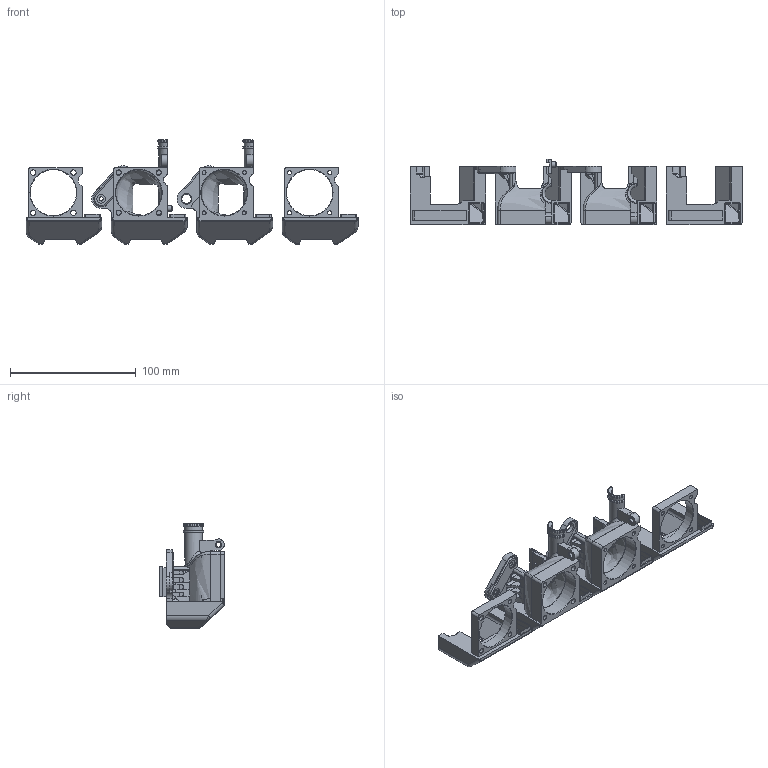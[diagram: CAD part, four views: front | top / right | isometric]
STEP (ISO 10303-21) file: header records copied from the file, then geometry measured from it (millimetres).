
FILE_DESCRIPTION(/* description */ (''),/* implementation_level */ '2;1');
FILE_NAME(/* name */ 'RS_Cooler_Remix.step',/* time_stamp */ '2020-03-31T13:31:07-04:00',/* author */ (''),/* organization */ (''),/* preprocessor_version */ 'ST-DEVELOPER v18',/* originating_system */ 'Autodesk Translation Framework v8.12.0.6',/* authorisation */ '');
FILE_SCHEMA (('AUTOMOTIVE_DESIGN { 1 0 10303 214 3 1 1 }'));
Products named in the file (1): RS_Cooler_Remix
Bounding box: 264.27 x 51.95 x 83.03 mm (x, y, z)
Volume: 104766.6 mm3; surface area: 95720.8 mm2
Topology: 8 solids, 8 shells, 1071 faces, 2985 edges, 1905 vertices
Faces by surface type: plane 471, cylinder 353, bspline 120, torus 62, cone 41, sphere 24
Full cylindrical faces by diameter (mm): 2.4 x2, 3.2 x8, 3.3 x2, 4 x2, 4.2 x8, 4.399 x1, 4.4 x2, 6.8 x4, 36.8 x4
Entity records: 47303 total; most frequent: CARTESIAN_POINT 20218, ORIENTED_EDGE 5914, DIRECTION 5422, EDGE_CURVE 2957, AXIS2_PLACEMENT_3D 1933, VERTEX_POINT 1905, LINE 1556, VECTOR 1556
